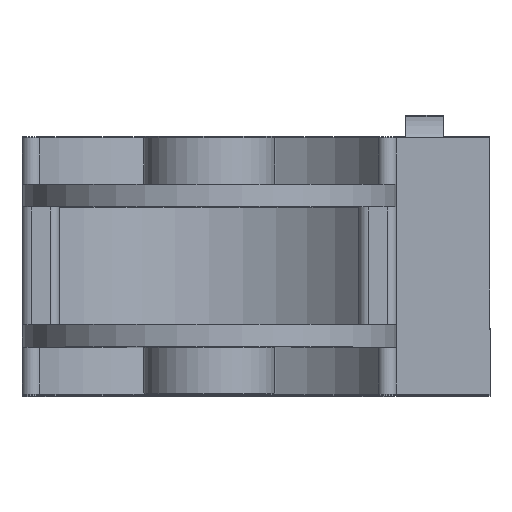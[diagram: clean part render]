
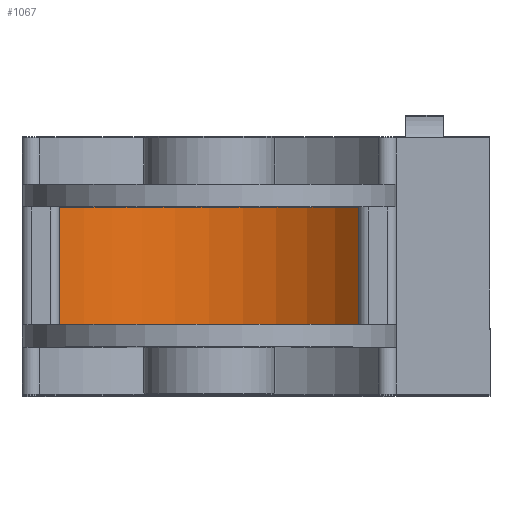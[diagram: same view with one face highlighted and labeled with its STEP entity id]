
A CAD part, top view. The second image highlights one B-rep face of the part: STEP entity #1067.
In plain terms, the highlighted cylindrical face has radius 10.5 mm (diameter 21 mm), a partial arc.
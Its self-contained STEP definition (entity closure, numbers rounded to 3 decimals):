
#45=CYLINDRICAL_SURFACE('',#1192,10.5);
#133=LINE('',#1771,#227);
#134=LINE('',#1775,#228);
#227=VECTOR('',#1410,10.);
#228=VECTOR('',#1413,10.);
#289=FACE_OUTER_BOUND('',#355,.T.);
#355=EDGE_LOOP('',(#815,#816,#817,#818));
#417=CIRCLE('',#1193,10.5);
#418=CIRCLE('',#1194,10.5);
#511=VERTEX_POINT('',#1769);
#512=VERTEX_POINT('',#1770);
#513=VERTEX_POINT('',#1772);
#514=VERTEX_POINT('',#1774);
#627=EDGE_CURVE('',#511,#512,#133,.T.);
#628=EDGE_CURVE('',#513,#511,#417,.T.);
#629=EDGE_CURVE('',#514,#513,#134,.T.);
#630=EDGE_CURVE('',#512,#514,#418,.T.);
#815=ORIENTED_EDGE('',*,*,#627,.F.);
#816=ORIENTED_EDGE('',*,*,#628,.F.);
#817=ORIENTED_EDGE('',*,*,#629,.F.);
#818=ORIENTED_EDGE('',*,*,#630,.F.);
#1067=ADVANCED_FACE('',(#289),#45,.F.);
#1192=AXIS2_PLACEMENT_3D('',#1768,#1408,#1409);
#1193=AXIS2_PLACEMENT_3D('',#1773,#1411,#1412);
#1194=AXIS2_PLACEMENT_3D('',#1776,#1414,#1415);
#1408=DIRECTION('center_axis',(0.,-1.,0.));
#1409=DIRECTION('ref_axis',(-0.864,0.,0.504));
#1410=DIRECTION('',(0.,-1.,0.));
#1411=DIRECTION('center_axis',(0.,-1.,0.));
#1412=DIRECTION('ref_axis',(-0.864,0.,0.504));
#1413=DIRECTION('',(0.,1.,0.));
#1414=DIRECTION('center_axis',(0.,1.,0.));
#1415=DIRECTION('ref_axis',(-0.864,0.,0.504));
#1768=CARTESIAN_POINT('Origin',(0.,4.35,11.));
#1769=CARTESIAN_POINT('',(8.,3.15,4.199));
#1770=CARTESIAN_POINT('',(8.,-3.15,4.199));
#1771=CARTESIAN_POINT('',(8.,4.35,4.199));
#1772=CARTESIAN_POINT('',(-8.,3.15,4.199));
#1773=CARTESIAN_POINT('Origin',(0.,3.15,11.));
#1774=CARTESIAN_POINT('',(-8.,-3.15,4.199));
#1775=CARTESIAN_POINT('',(-8.,4.35,4.199));
#1776=CARTESIAN_POINT('Origin',(0.,-3.15,11.));
